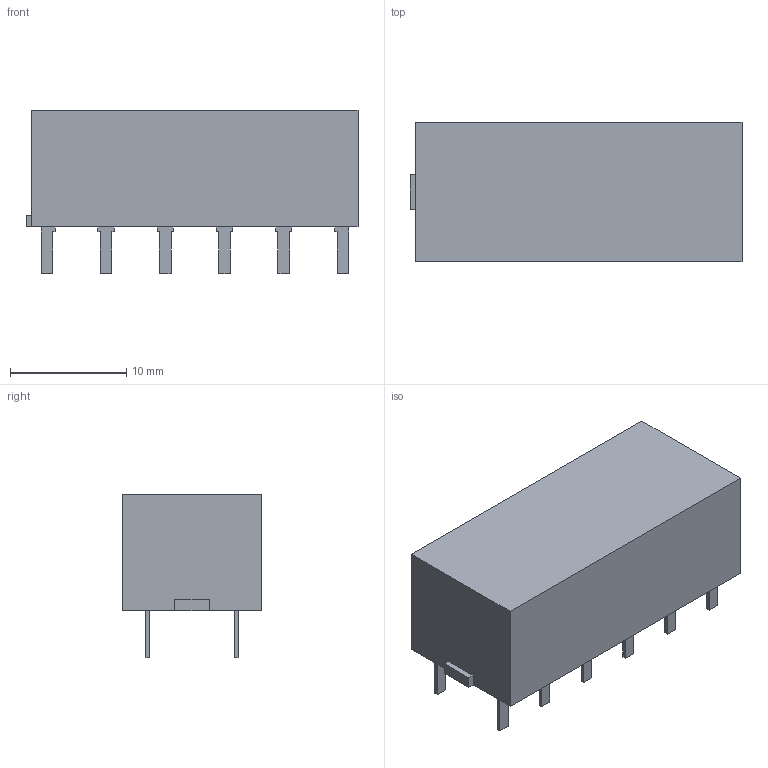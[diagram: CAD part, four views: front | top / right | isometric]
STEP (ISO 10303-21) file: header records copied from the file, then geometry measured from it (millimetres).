
FILE_DESCRIPTION(('HOOPS Exchange Step'),'2;1');
FILE_NAME('temp_export','2023-04-12T16:06:23+08:00',('30abd'),('Shapr3D Limited'),'HOOPS Exchange 2022.2','Shapr3D','Authorized');
FILE_SCHEMA( ('AUTOMOTIVE_DESIGN { 1 0 10303 214 1 1 1 1 }') );
Length unit declared in the file: millimetre
Products named in the file (2): ag3・・・60 .slddrw.step; root
Assembly tree (1 placements, depth 2):
  root
    ag3・・・60 .slddrw.step
Bounding box: 28.5 x 12 x 14 mm (x, y, z)
Volume: 3376.4 mm3; surface area: 1631.3 mm2
Topology: 1 solids, 15 shells, 362 faces, 960 edges, 640 vertices
Faces by surface type: plane 200, bspline 162
Entity records: 16791 total; most frequent: CARTESIAN_POINT 8866, ORIENTED_EDGE 1920, DIRECTION 1040, EDGE_CURVE 960, VERTEX_POINT 640, VECTOR 636, LINE 636, EDGE_LOOP 386
